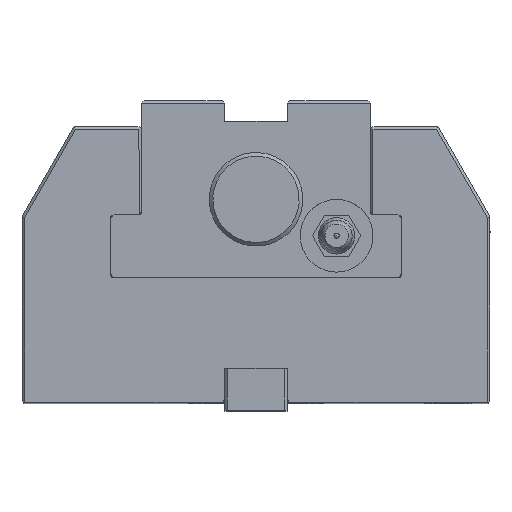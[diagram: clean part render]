
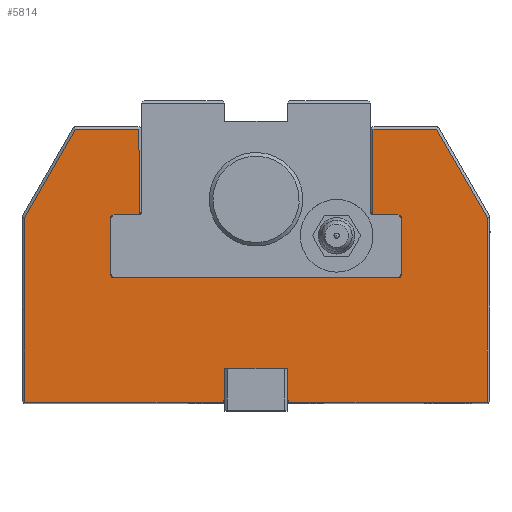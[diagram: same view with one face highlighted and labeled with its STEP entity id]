
A CAD part, top view. The second image highlights one B-rep face of the part: STEP entity #5814.
In plain terms, the highlighted planar face has unit normal (0, 0, 1).
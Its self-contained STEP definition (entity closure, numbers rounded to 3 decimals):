
#190=PLANE('',#6418);
#561=LINE('',#9139,#1152);
#568=LINE('',#9183,#1159);
#631=LINE('',#9365,#1222);
#641=LINE('',#9383,#1232);
#661=LINE('',#9431,#1252);
#665=LINE('',#9440,#1256);
#670=LINE('',#9478,#1261);
#674=LINE('',#9502,#1265);
#678=LINE('',#9510,#1269);
#691=LINE('',#9541,#1282);
#692=LINE('',#9543,#1283);
#693=LINE('',#9545,#1284);
#694=LINE('',#9547,#1285);
#695=LINE('',#9548,#1286);
#696=LINE('',#9550,#1287);
#697=LINE('',#9552,#1288);
#698=LINE('',#9554,#1289);
#699=LINE('',#9555,#1290);
#700=LINE('',#9557,#1291);
#701=LINE('',#9559,#1292);
#702=LINE('',#9561,#1293);
#703=LINE('',#9562,#1294);
#1152=VECTOR('',#7350,1000.);
#1159=VECTOR('',#7367,1000.);
#1222=VECTOR('',#7516,1000.);
#1232=VECTOR('',#7526,1000.);
#1252=VECTOR('',#7570,1000.);
#1256=VECTOR('',#7578,1000.);
#1261=VECTOR('',#7593,1000.);
#1265=VECTOR('',#7607,1000.);
#1269=VECTOR('',#7613,1000.);
#1282=VECTOR('',#7642,1000.);
#1283=VECTOR('',#7643,1000.);
#1284=VECTOR('',#7644,1000.);
#1285=VECTOR('',#7645,1000.);
#1286=VECTOR('',#7646,1000.);
#1287=VECTOR('',#7647,1000.);
#1288=VECTOR('',#7648,1000.);
#1289=VECTOR('',#7649,1000.);
#1290=VECTOR('',#7650,1000.);
#1291=VECTOR('',#7651,1000.);
#1292=VECTOR('',#7652,1000.);
#1293=VECTOR('',#7653,1000.);
#1294=VECTOR('',#7654,1000.);
#1749=FACE_OUTER_BOUND('',#2071,.T.);
#2071=EDGE_LOOP('',(#4756,#4757,#4758,#4759,#4760,#4761,#4762,#4763,#4764,
#4765,#4766,#4767,#4768,#4769,#4770,#4771,#4772,#4773,#4774,#4775,#4776,
#4777,#4778,#4779,#4780,#4781));
#2399=CIRCLE('',#6341,0.56);
#2422=CIRCLE('',#6401,0.56);
#2423=CIRCLE('',#6403,0.56);
#2425=CIRCLE('',#6407,0.56);
#2748=VERTEX_POINT('',#9128);
#2753=VERTEX_POINT('',#9137);
#2755=VERTEX_POINT('',#9168);
#2761=VERTEX_POINT('',#9181);
#2824=VERTEX_POINT('',#9362);
#2825=VERTEX_POINT('',#9364);
#2832=VERTEX_POINT('',#9380);
#2833=VERTEX_POINT('',#9382);
#2848=VERTEX_POINT('',#9428);
#2849=VERTEX_POINT('',#9430);
#2852=VERTEX_POINT('',#9438);
#2854=VERTEX_POINT('',#9467);
#2858=VERTEX_POINT('',#9476);
#2860=VERTEX_POINT('',#9492);
#2863=VERTEX_POINT('',#9500);
#2866=VERTEX_POINT('',#9508);
#2876=VERTEX_POINT('',#9540);
#2877=VERTEX_POINT('',#9542);
#2878=VERTEX_POINT('',#9544);
#2879=VERTEX_POINT('',#9546);
#2880=VERTEX_POINT('',#9549);
#2881=VERTEX_POINT('',#9551);
#2882=VERTEX_POINT('',#9553);
#2883=VERTEX_POINT('',#9556);
#2884=VERTEX_POINT('',#9558);
#2885=VERTEX_POINT('',#9560);
#3421=EDGE_CURVE('',#2748,#2753,#561,.T.);
#3426=EDGE_CURVE('',#2753,#2755,#2399,.T.);
#3432=EDGE_CURVE('',#2755,#2761,#568,.T.);
#3519=EDGE_CURVE('',#2825,#2824,#631,.T.);
#3529=EDGE_CURVE('',#2833,#2832,#641,.T.);
#3555=EDGE_CURVE('',#2849,#2848,#661,.T.);
#3560=EDGE_CURVE('',#2848,#2852,#665,.T.);
#3562=EDGE_CURVE('',#2852,#2748,#2422,.T.);
#3565=EDGE_CURVE('',#2761,#2854,#2423,.T.);
#3569=EDGE_CURVE('',#2854,#2858,#670,.T.);
#3573=EDGE_CURVE('',#2858,#2860,#2425,.T.);
#3577=EDGE_CURVE('',#2860,#2863,#674,.T.);
#3581=EDGE_CURVE('',#2863,#2866,#678,.T.);
#3598=EDGE_CURVE('',#2824,#2876,#691,.T.);
#3599=EDGE_CURVE('',#2877,#2876,#692,.T.);
#3600=EDGE_CURVE('',#2878,#2877,#693,.T.);
#3601=EDGE_CURVE('',#2878,#2879,#694,.T.);
#3602=EDGE_CURVE('',#2879,#2833,#695,.T.);
#3603=EDGE_CURVE('',#2832,#2880,#696,.T.);
#3604=EDGE_CURVE('',#2880,#2881,#697,.T.);
#3605=EDGE_CURVE('',#2881,#2882,#698,.T.);
#3606=EDGE_CURVE('',#2882,#2849,#699,.T.);
#3607=EDGE_CURVE('',#2866,#2883,#700,.T.);
#3608=EDGE_CURVE('',#2883,#2884,#701,.T.);
#3609=EDGE_CURVE('',#2884,#2885,#702,.T.);
#3610=EDGE_CURVE('',#2885,#2825,#703,.T.);
#4756=ORIENTED_EDGE('',*,*,#3519,.T.);
#4757=ORIENTED_EDGE('',*,*,#3598,.T.);
#4758=ORIENTED_EDGE('',*,*,#3599,.F.);
#4759=ORIENTED_EDGE('',*,*,#3600,.F.);
#4760=ORIENTED_EDGE('',*,*,#3601,.T.);
#4761=ORIENTED_EDGE('',*,*,#3602,.T.);
#4762=ORIENTED_EDGE('',*,*,#3529,.T.);
#4763=ORIENTED_EDGE('',*,*,#3603,.T.);
#4764=ORIENTED_EDGE('',*,*,#3604,.T.);
#4765=ORIENTED_EDGE('',*,*,#3605,.T.);
#4766=ORIENTED_EDGE('',*,*,#3606,.T.);
#4767=ORIENTED_EDGE('',*,*,#3555,.T.);
#4768=ORIENTED_EDGE('',*,*,#3560,.T.);
#4769=ORIENTED_EDGE('',*,*,#3562,.T.);
#4770=ORIENTED_EDGE('',*,*,#3421,.T.);
#4771=ORIENTED_EDGE('',*,*,#3426,.T.);
#4772=ORIENTED_EDGE('',*,*,#3432,.T.);
#4773=ORIENTED_EDGE('',*,*,#3565,.T.);
#4774=ORIENTED_EDGE('',*,*,#3569,.T.);
#4775=ORIENTED_EDGE('',*,*,#3573,.T.);
#4776=ORIENTED_EDGE('',*,*,#3577,.T.);
#4777=ORIENTED_EDGE('',*,*,#3581,.T.);
#4778=ORIENTED_EDGE('',*,*,#3607,.T.);
#4779=ORIENTED_EDGE('',*,*,#3608,.T.);
#4780=ORIENTED_EDGE('',*,*,#3609,.T.);
#4781=ORIENTED_EDGE('',*,*,#3610,.T.);
#5814=ADVANCED_FACE('',(#1749),#190,.T.);
#6341=AXIS2_PLACEMENT_3D('',#9170,#7358,#7359);
#6401=AXIS2_PLACEMENT_3D('',#9452,#7581,#7582);
#6403=AXIS2_PLACEMENT_3D('',#9469,#7586,#7587);
#6407=AXIS2_PLACEMENT_3D('',#9494,#7599,#7600);
#6418=AXIS2_PLACEMENT_3D('',#9539,#7640,#7641);
#7350=DIRECTION('',(0.,-1.,0.));
#7358=DIRECTION('center_axis',(0.,0.,-1.));
#7359=DIRECTION('ref_axis',(1.,0.,0.));
#7367=DIRECTION('',(-1.,0.,0.));
#7516=DIRECTION('',(1.,0.,0.));
#7526=DIRECTION('',(1.,0.,0.));
#7570=DIRECTION('',(0.707,-0.707,0.));
#7578=DIRECTION('',(1.,0.,0.));
#7581=DIRECTION('center_axis',(0.,0.,-1.));
#7582=DIRECTION('ref_axis',(1.,0.,0.));
#7586=DIRECTION('center_axis',(0.,0.,-1.));
#7587=DIRECTION('ref_axis',(1.,0.,0.));
#7593=DIRECTION('',(0.,1.,0.));
#7599=DIRECTION('center_axis',(0.,0.,-1.));
#7600=DIRECTION('ref_axis',(1.,0.,0.));
#7607=DIRECTION('',(1.,0.,0.));
#7613=DIRECTION('',(0.707,0.707,0.));
#7640=DIRECTION('center_axis',(0.,0.,1.));
#7641=DIRECTION('ref_axis',(1.,0.,0.));
#7642=DIRECTION('',(0.707,0.707,0.));
#7643=DIRECTION('',(0.,-1.,0.));
#7644=DIRECTION('',(-1.,0.,0.));
#7645=DIRECTION('',(0.,-1.,0.));
#7646=DIRECTION('',(0.707,-0.707,0.));
#7647=DIRECTION('',(0.,1.,0.));
#7648=DIRECTION('',(-0.5,0.866,0.));
#7649=DIRECTION('',(-1.,0.,0.));
#7650=DIRECTION('',(0.,-1.,0.));
#7651=DIRECTION('',(0.,1.,0.));
#7652=DIRECTION('',(-1.,0.,0.));
#7653=DIRECTION('',(-0.5,-0.866,0.));
#7654=DIRECTION('',(0.,-1.,0.));
#9128=CARTESIAN_POINT('',(28.,35.44,85.));
#9137=CARTESIAN_POINT('',(28.,24.56,85.));
#9139=CARTESIAN_POINT('',(28.,35.44,85.));
#9168=CARTESIAN_POINT('',(27.44,24.,85.));
#9170=CARTESIAN_POINT('Origin',(27.44,24.56,85.));
#9181=CARTESIAN_POINT('',(-27.44,24.,85.));
#9183=CARTESIAN_POINT('',(-27.44,24.,85.));
#9362=CARTESIAN_POINT('',(-6.5,0.,85.));
#9364=CARTESIAN_POINT('',(-44.5,0.,85.));
#9365=CARTESIAN_POINT('',(-44.629,0.,85.));
#9380=CARTESIAN_POINT('',(44.5,0.,85.));
#9382=CARTESIAN_POINT('',(6.5,0.,85.));
#9383=CARTESIAN_POINT('',(-44.629,0.,85.));
#9428=CARTESIAN_POINT('',(22.7,36.,85.));
#9430=CARTESIAN_POINT('',(22.5,36.2,85.));
#9431=CARTESIAN_POINT('',(22.7,36.,85.));
#9438=CARTESIAN_POINT('',(27.44,36.,85.));
#9440=CARTESIAN_POINT('',(22.7,36.,85.));
#9452=CARTESIAN_POINT('Origin',(27.44,35.44,85.));
#9467=CARTESIAN_POINT('',(-28.,24.56,85.));
#9469=CARTESIAN_POINT('Origin',(-27.44,24.56,85.));
#9476=CARTESIAN_POINT('',(-28.,35.44,85.));
#9478=CARTESIAN_POINT('',(-28.,35.44,85.));
#9492=CARTESIAN_POINT('',(-27.44,36.,85.));
#9494=CARTESIAN_POINT('Origin',(-27.44,35.44,85.));
#9500=CARTESIAN_POINT('',(-22.7,36.,85.));
#9502=CARTESIAN_POINT('',(-27.44,36.,85.));
#9508=CARTESIAN_POINT('',(-22.5,36.2,85.));
#9510=CARTESIAN_POINT('',(-22.7,36.,85.));
#9539=CARTESIAN_POINT('Origin',(27.44,35.44,85.));
#9540=CARTESIAN_POINT('',(-6.,0.5,85.));
#9541=CARTESIAN_POINT('',(28.19,34.69,85.));
#9542=CARTESIAN_POINT('',(-6.,6.5,85.));
#9543=CARTESIAN_POINT('',(-6.,6.5,85.));
#9544=CARTESIAN_POINT('',(6.,6.5,85.));
#9545=CARTESIAN_POINT('',(6.,6.5,85.));
#9546=CARTESIAN_POINT('',(6.,0.5,85.));
#9547=CARTESIAN_POINT('',(6.,6.5,85.));
#9548=CARTESIAN_POINT('',(-0.75,7.25,85.));
#9549=CARTESIAN_POINT('',(44.5,35.546,85.));
#9550=CARTESIAN_POINT('',(44.5,35.679,85.));
#9551=CARTESIAN_POINT('',(34.711,52.5,85.));
#9552=CARTESIAN_POINT('',(34.567,52.75,85.));
#9553=CARTESIAN_POINT('',(22.5,52.5,85.));
#9554=CARTESIAN_POINT('',(22.5,52.5,85.));
#9555=CARTESIAN_POINT('',(22.5,36.7,85.));
#9556=CARTESIAN_POINT('',(-22.5,52.5,85.));
#9557=CARTESIAN_POINT('',(-22.5,52.5,85.));
#9558=CARTESIAN_POINT('',(-34.711,52.5,85.));
#9559=CARTESIAN_POINT('',(-35.,52.5,85.));
#9560=CARTESIAN_POINT('',(-44.5,35.546,85.));
#9561=CARTESIAN_POINT('',(-44.567,35.429,85.));
#9562=CARTESIAN_POINT('',(-44.5,0.371,85.));
